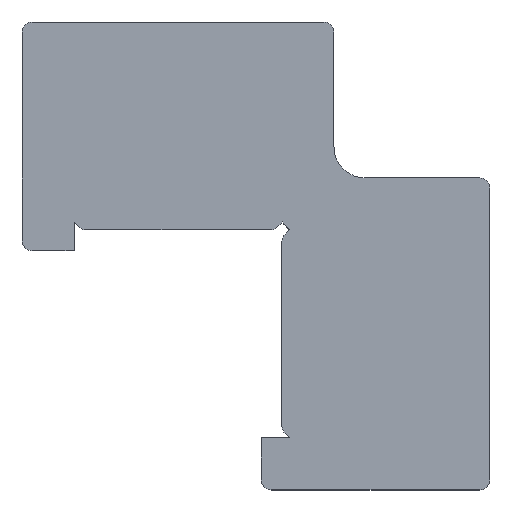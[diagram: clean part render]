
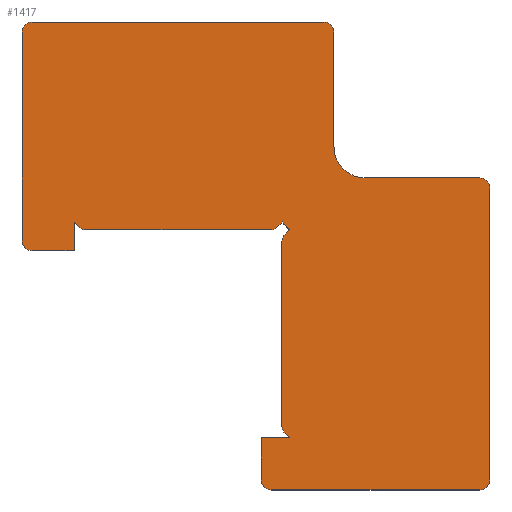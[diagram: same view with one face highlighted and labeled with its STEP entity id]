
A CAD part, top view. The second image highlights one B-rep face of the part: STEP entity #1417.
In plain terms, the highlighted planar face has unit normal (0, 0, 1).
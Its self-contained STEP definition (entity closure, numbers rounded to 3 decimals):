
#39=PLANE('',#1525);
#73=FACE_OUTER_BOUND('',#165,.T.);
#165=EDGE_LOOP('',(#952,#953,#954,#955,#956,#957,#958,#959,#960,#961,#962,
#963,#964,#965,#966,#967,#968,#969,#970,#971,#972,#973,#974,#975,#976,#977,
#978,#979,#980,#981));
#257=LINE('',#2191,#391);
#264=LINE('',#2205,#398);
#265=LINE('',#2207,#399);
#266=LINE('',#2209,#400);
#267=LINE('',#2213,#401);
#268=LINE('',#2217,#402);
#269=LINE('',#2221,#403);
#270=LINE('',#2225,#404);
#271=LINE('',#2229,#405);
#272=LINE('',#2233,#406);
#273=LINE('',#2237,#407);
#274=LINE('',#2239,#408);
#275=LINE('',#2241,#409);
#276=LINE('',#2245,#410);
#277=LINE('',#2249,#411);
#278=LINE('',#2253,#412);
#279=LINE('',#2257,#413);
#391=VECTOR('',#1707,10.);
#398=VECTOR('',#1716,10.);
#399=VECTOR('',#1717,10.);
#400=VECTOR('',#1718,10.);
#401=VECTOR('',#1721,10.);
#402=VECTOR('',#1724,10.);
#403=VECTOR('',#1727,10.);
#404=VECTOR('',#1730,10.);
#405=VECTOR('',#1733,10.);
#406=VECTOR('',#1736,10.);
#407=VECTOR('',#1739,10.);
#408=VECTOR('',#1740,10.);
#409=VECTOR('',#1741,10.);
#410=VECTOR('',#1744,10.);
#411=VECTOR('',#1747,10.);
#412=VECTOR('',#1750,10.);
#413=VECTOR('',#1753,10.);
#523=CIRCLE('',#1522,1.);
#525=CIRCLE('',#1526,1.);
#526=CIRCLE('',#1527,1.);
#527=CIRCLE('',#1528,1.);
#528=CIRCLE('',#1529,3.);
#529=CIRCLE('',#1530,1.);
#530=CIRCLE('',#1531,1.);
#531=CIRCLE('',#1532,1.);
#532=CIRCLE('',#1533,1.);
#533=CIRCLE('',#1534,1.);
#534=CIRCLE('',#1535,1.);
#535=CIRCLE('',#1536,1.);
#536=CIRCLE('',#1537,1.);
#598=VERTEX_POINT('',#2181);
#599=VERTEX_POINT('',#2182);
#602=VERTEX_POINT('',#2190);
#608=VERTEX_POINT('',#2204);
#609=VERTEX_POINT('',#2206);
#610=VERTEX_POINT('',#2208);
#611=VERTEX_POINT('',#2210);
#612=VERTEX_POINT('',#2212);
#613=VERTEX_POINT('',#2214);
#614=VERTEX_POINT('',#2216);
#615=VERTEX_POINT('',#2218);
#616=VERTEX_POINT('',#2220);
#617=VERTEX_POINT('',#2222);
#618=VERTEX_POINT('',#2224);
#619=VERTEX_POINT('',#2226);
#620=VERTEX_POINT('',#2228);
#621=VERTEX_POINT('',#2230);
#622=VERTEX_POINT('',#2232);
#623=VERTEX_POINT('',#2234);
#624=VERTEX_POINT('',#2236);
#625=VERTEX_POINT('',#2238);
#626=VERTEX_POINT('',#2240);
#627=VERTEX_POINT('',#2242);
#628=VERTEX_POINT('',#2244);
#629=VERTEX_POINT('',#2246);
#630=VERTEX_POINT('',#2248);
#631=VERTEX_POINT('',#2250);
#632=VERTEX_POINT('',#2252);
#633=VERTEX_POINT('',#2254);
#634=VERTEX_POINT('',#2256);
#724=EDGE_CURVE('',#598,#599,#523,.T.);
#728=EDGE_CURVE('',#602,#599,#257,.T.);
#735=EDGE_CURVE('',#598,#608,#264,.T.);
#736=EDGE_CURVE('',#608,#609,#265,.T.);
#737=EDGE_CURVE('',#609,#610,#266,.T.);
#738=EDGE_CURVE('',#611,#610,#525,.T.);
#739=EDGE_CURVE('',#611,#612,#267,.T.);
#740=EDGE_CURVE('',#613,#612,#526,.T.);
#741=EDGE_CURVE('',#613,#614,#268,.T.);
#742=EDGE_CURVE('',#615,#614,#527,.T.);
#743=EDGE_CURVE('',#615,#616,#269,.T.);
#744=EDGE_CURVE('',#617,#616,#528,.T.);
#745=EDGE_CURVE('',#617,#618,#270,.T.);
#746=EDGE_CURVE('',#619,#618,#529,.T.);
#747=EDGE_CURVE('',#619,#620,#271,.T.);
#748=EDGE_CURVE('',#621,#620,#530,.T.);
#749=EDGE_CURVE('',#621,#622,#272,.T.);
#750=EDGE_CURVE('',#623,#622,#531,.T.);
#751=EDGE_CURVE('',#623,#624,#273,.T.);
#752=EDGE_CURVE('',#624,#625,#274,.T.);
#753=EDGE_CURVE('',#625,#626,#275,.T.);
#754=EDGE_CURVE('',#627,#626,#532,.T.);
#755=EDGE_CURVE('',#627,#628,#276,.T.);
#756=EDGE_CURVE('',#629,#628,#533,.T.);
#757=EDGE_CURVE('',#629,#630,#277,.T.);
#758=EDGE_CURVE('',#631,#630,#534,.T.);
#759=EDGE_CURVE('',#631,#632,#278,.T.);
#760=EDGE_CURVE('',#633,#632,#535,.T.);
#761=EDGE_CURVE('',#633,#634,#279,.T.);
#762=EDGE_CURVE('',#602,#634,#536,.T.);
#952=ORIENTED_EDGE('',*,*,#724,.F.);
#953=ORIENTED_EDGE('',*,*,#735,.T.);
#954=ORIENTED_EDGE('',*,*,#736,.T.);
#955=ORIENTED_EDGE('',*,*,#737,.T.);
#956=ORIENTED_EDGE('',*,*,#738,.F.);
#957=ORIENTED_EDGE('',*,*,#739,.T.);
#958=ORIENTED_EDGE('',*,*,#740,.F.);
#959=ORIENTED_EDGE('',*,*,#741,.T.);
#960=ORIENTED_EDGE('',*,*,#742,.F.);
#961=ORIENTED_EDGE('',*,*,#743,.T.);
#962=ORIENTED_EDGE('',*,*,#744,.F.);
#963=ORIENTED_EDGE('',*,*,#745,.T.);
#964=ORIENTED_EDGE('',*,*,#746,.F.);
#965=ORIENTED_EDGE('',*,*,#747,.T.);
#966=ORIENTED_EDGE('',*,*,#748,.F.);
#967=ORIENTED_EDGE('',*,*,#749,.T.);
#968=ORIENTED_EDGE('',*,*,#750,.F.);
#969=ORIENTED_EDGE('',*,*,#751,.T.);
#970=ORIENTED_EDGE('',*,*,#752,.T.);
#971=ORIENTED_EDGE('',*,*,#753,.T.);
#972=ORIENTED_EDGE('',*,*,#754,.F.);
#973=ORIENTED_EDGE('',*,*,#755,.T.);
#974=ORIENTED_EDGE('',*,*,#756,.F.);
#975=ORIENTED_EDGE('',*,*,#757,.T.);
#976=ORIENTED_EDGE('',*,*,#758,.F.);
#977=ORIENTED_EDGE('',*,*,#759,.T.);
#978=ORIENTED_EDGE('',*,*,#760,.F.);
#979=ORIENTED_EDGE('',*,*,#761,.T.);
#980=ORIENTED_EDGE('',*,*,#762,.F.);
#981=ORIENTED_EDGE('',*,*,#728,.T.);
#1417=ADVANCED_FACE('',(#73),#39,.T.);
#1522=AXIS2_PLACEMENT_3D('',#2183,#1699,#1700);
#1525=AXIS2_PLACEMENT_3D('',#2203,#1714,#1715);
#1526=AXIS2_PLACEMENT_3D('',#2211,#1719,#1720);
#1527=AXIS2_PLACEMENT_3D('',#2215,#1722,#1723);
#1528=AXIS2_PLACEMENT_3D('',#2219,#1725,#1726);
#1529=AXIS2_PLACEMENT_3D('',#2223,#1728,#1729);
#1530=AXIS2_PLACEMENT_3D('',#2227,#1731,#1732);
#1531=AXIS2_PLACEMENT_3D('',#2231,#1734,#1735);
#1532=AXIS2_PLACEMENT_3D('',#2235,#1737,#1738);
#1533=AXIS2_PLACEMENT_3D('',#2243,#1742,#1743);
#1534=AXIS2_PLACEMENT_3D('',#2247,#1745,#1746);
#1535=AXIS2_PLACEMENT_3D('',#2251,#1748,#1749);
#1536=AXIS2_PLACEMENT_3D('',#2255,#1751,#1752);
#1537=AXIS2_PLACEMENT_3D('',#2258,#1754,#1755);
#1699=DIRECTION('center_axis',(0.,0.,-1.));
#1700=DIRECTION('ref_axis',(-0.924,-0.383,0.));
#1707=DIRECTION('',(0.,-1.,0.));
#1714=DIRECTION('center_axis',(0.,0.,1.));
#1715=DIRECTION('ref_axis',(1.,0.,0.));
#1716=DIRECTION('',(0.707,-0.707,0.));
#1717=DIRECTION('',(-1.,0.,0.));
#1718=DIRECTION('',(0.,-1.,0.));
#1719=DIRECTION('center_axis',(0.,0.,-1.));
#1720=DIRECTION('ref_axis',(-0.707,-0.707,0.));
#1721=DIRECTION('',(1.,0.,0.));
#1722=DIRECTION('center_axis',(0.,0.,-1.));
#1723=DIRECTION('ref_axis',(0.707,-0.707,0.));
#1724=DIRECTION('',(0.,1.,0.));
#1725=DIRECTION('center_axis',(0.,0.,-1.));
#1726=DIRECTION('ref_axis',(0.707,0.707,0.));
#1727=DIRECTION('',(-1.,0.,0.));
#1728=DIRECTION('center_axis',(0.,0.,1.));
#1729=DIRECTION('ref_axis',(-0.707,-0.707,0.));
#1730=DIRECTION('',(0.,1.,0.));
#1731=DIRECTION('center_axis',(0.,0.,-1.));
#1732=DIRECTION('ref_axis',(0.707,0.707,0.));
#1733=DIRECTION('',(-1.,0.,0.));
#1734=DIRECTION('center_axis',(0.,0.,-1.));
#1735=DIRECTION('ref_axis',(-0.707,0.707,0.));
#1736=DIRECTION('',(0.,-1.,0.));
#1737=DIRECTION('center_axis',(0.,0.,-1.));
#1738=DIRECTION('ref_axis',(-0.707,-0.707,0.));
#1739=DIRECTION('',(1.,0.,0.));
#1740=DIRECTION('',(0.,1.,0.));
#1741=DIRECTION('',(0.707,-0.707,0.));
#1742=DIRECTION('center_axis',(0.,0.,-1.));
#1743=DIRECTION('ref_axis',(-0.383,-0.924,0.));
#1744=DIRECTION('',(1.,0.,0.));
#1745=DIRECTION('center_axis',(0.,0.,-1.));
#1746=DIRECTION('ref_axis',(0.383,-0.924,0.));
#1747=DIRECTION('',(0.707,0.707,0.));
#1748=DIRECTION('center_axis',(0.,0.,-1.));
#1749=DIRECTION('ref_axis',(-0.924,-0.383,0.));
#1750=DIRECTION('',(0.707,-0.707,0.));
#1751=DIRECTION('center_axis',(0.,0.,-1.));
#1752=DIRECTION('ref_axis',(-0.383,-0.924,0.));
#1753=DIRECTION('',(-0.707,-0.707,0.));
#1754=DIRECTION('center_axis',(0.,0.,-1.));
#1755=DIRECTION('ref_axis',(-0.924,0.383,0.));
#2181=CARTESIAN_POINT('',(20.293,0.414,3.));
#2182=CARTESIAN_POINT('',(20.,1.121,3.));
#2183=CARTESIAN_POINT('Origin',(21.,1.121,3.));
#2190=CARTESIAN_POINT('',(20.,18.879,3.));
#2191=CARTESIAN_POINT('',(20.,0.,3.));
#2203=CARTESIAN_POINT('Origin',(17.5,17.5,3.));
#2204=CARTESIAN_POINT('',(20.707,0.,3.));
#2205=CARTESIAN_POINT('',(20.,0.707,3.));
#2206=CARTESIAN_POINT('',(18.,0.,3.));
#2207=CARTESIAN_POINT('',(20.,0.,3.));
#2208=CARTESIAN_POINT('',(18.,-4.,3.));
#2209=CARTESIAN_POINT('',(18.,-5.,3.));
#2210=CARTESIAN_POINT('',(19.,-5.,3.));
#2211=CARTESIAN_POINT('Origin',(19.,-4.,3.));
#2212=CARTESIAN_POINT('',(39.,-5.,3.));
#2213=CARTESIAN_POINT('',(20.,-5.,3.));
#2214=CARTESIAN_POINT('',(40.,-4.,3.));
#2215=CARTESIAN_POINT('Origin',(39.,-4.,3.));
#2216=CARTESIAN_POINT('',(40.,24.,3.));
#2217=CARTESIAN_POINT('',(40.,0.,3.));
#2218=CARTESIAN_POINT('',(39.,25.,3.));
#2219=CARTESIAN_POINT('Origin',(39.,24.,3.));
#2220=CARTESIAN_POINT('',(28.,25.,3.));
#2221=CARTESIAN_POINT('',(20.,25.,3.));
#2222=CARTESIAN_POINT('',(25.,28.,3.));
#2223=CARTESIAN_POINT('Origin',(28.,28.,3.));
#2224=CARTESIAN_POINT('',(25.,39.,3.));
#2225=CARTESIAN_POINT('',(25.,40.,3.));
#2226=CARTESIAN_POINT('',(24.,40.,3.));
#2227=CARTESIAN_POINT('Origin',(24.,39.,3.));
#2228=CARTESIAN_POINT('',(-4.,40.,3.));
#2229=CARTESIAN_POINT('',(20.,40.,3.));
#2230=CARTESIAN_POINT('',(-5.,39.,3.));
#2231=CARTESIAN_POINT('Origin',(-4.,39.,3.));
#2232=CARTESIAN_POINT('',(-5.,19.,3.));
#2233=CARTESIAN_POINT('',(-5.,40.,3.));
#2234=CARTESIAN_POINT('',(-4.,18.,3.));
#2235=CARTESIAN_POINT('Origin',(-4.,19.,3.));
#2236=CARTESIAN_POINT('',(0.,18.,3.));
#2237=CARTESIAN_POINT('',(0.,18.,3.));
#2238=CARTESIAN_POINT('',(0.,20.707,3.));
#2239=CARTESIAN_POINT('',(0.,20.,3.));
#2240=CARTESIAN_POINT('',(0.414,20.293,3.));
#2241=CARTESIAN_POINT('',(0.,20.707,3.));
#2242=CARTESIAN_POINT('',(1.121,20.,3.));
#2243=CARTESIAN_POINT('Origin',(1.121,21.,3.));
#2244=CARTESIAN_POINT('',(18.879,20.,3.));
#2245=CARTESIAN_POINT('',(0.,20.,3.));
#2246=CARTESIAN_POINT('',(19.586,20.293,3.));
#2247=CARTESIAN_POINT('Origin',(18.879,21.,3.));
#2248=CARTESIAN_POINT('',(20.064,20.771,3.));
#2249=CARTESIAN_POINT('',(18.573,19.28,3.));
#2250=CARTESIAN_POINT('',(20.293,20.414,3.));
#2251=CARTESIAN_POINT('Origin',(21.,21.121,3.));
#2252=CARTESIAN_POINT('',(20.414,20.293,3.));
#2253=CARTESIAN_POINT('',(20.53,20.177,3.));
#2254=CARTESIAN_POINT('',(20.771,20.064,3.));
#2255=CARTESIAN_POINT('Origin',(21.121,21.,3.));
#2256=CARTESIAN_POINT('',(20.293,19.586,3.));
#2257=CARTESIAN_POINT('',(18.927,18.22,3.));
#2258=CARTESIAN_POINT('Origin',(21.,18.879,3.));
